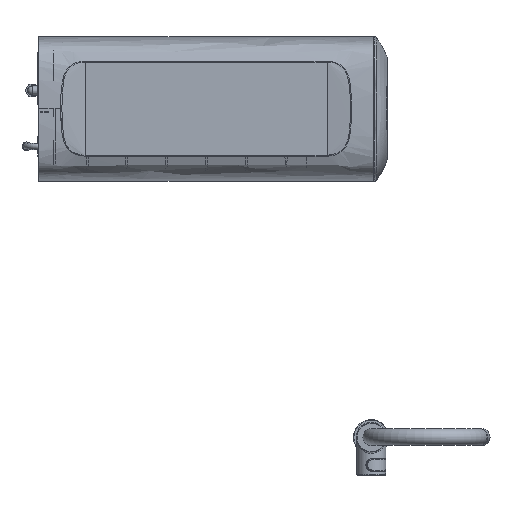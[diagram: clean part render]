
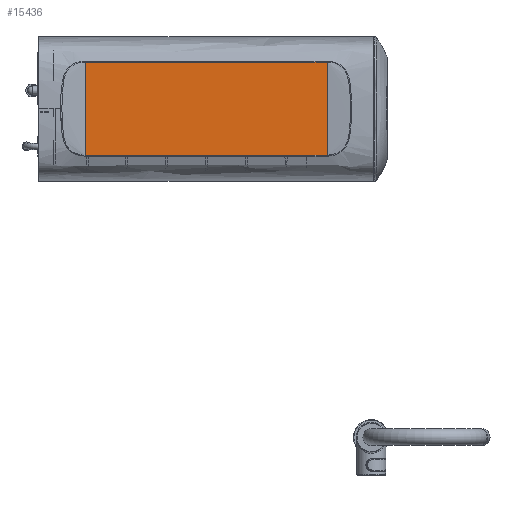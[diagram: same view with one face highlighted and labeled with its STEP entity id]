
A CAD part, top view. The second image highlights one B-rep face of the part: STEP entity #15436.
In plain terms, the highlighted planar face has unit normal (0, 0, 1).
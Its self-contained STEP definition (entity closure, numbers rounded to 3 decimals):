
#5487=ORIENTED_EDGE('',*,*,#8412,.T.);
#5488=ORIENTED_EDGE('',*,*,#8409,.T.);
#5489=ORIENTED_EDGE('',*,*,#8418,.T.);
#5490=ORIENTED_EDGE('',*,*,#8419,.T.);
#8409=EDGE_CURVE('',#10899,#10898,#12283,.T.);
#8412=EDGE_CURVE('',#10902,#10899,#12285,.T.);
#8418=EDGE_CURVE('',#10898,#10905,#12287,.T.);
#8419=EDGE_CURVE('',#10905,#10902,#12288,.T.);
#10898=VERTEX_POINT('',#45840);
#10899=VERTEX_POINT('',#45841);
#10902=VERTEX_POINT('',#45852);
#10905=VERTEX_POINT('',#46162);
#12283=LINE('',#45842,#13539);
#12285=LINE('',#45851,#13541);
#12287=LINE('',#46163,#13543);
#12288=LINE('',#46165,#13544);
#13539=VECTOR('',#19709,1000.);
#13541=VECTOR('',#19713,1000.);
#13543=VECTOR('',#19717,1000.);
#13544=VECTOR('',#19720,1000.);
#14087=EDGE_LOOP('',(#5487,#5488,#5489,#5490));
#14692=FACE_BOUND('',#14087,.T.);
#15008=PLANE('',#16834);
#15436=ADVANCED_FACE('',(#14692),#15008,.T.);
#16834=AXIS2_PLACEMENT_3D('',#46164,#19718,#19719);
#19709=DIRECTION('',(0.,1.,0.));
#19713=DIRECTION('',(1.,0.,0.));
#19717=DIRECTION('',(-1.,0.,0.));
#19718=DIRECTION('',(0.,0.,1.));
#19719=DIRECTION('',(0.,-1.,0.));
#19720=DIRECTION('',(0.,-1.,0.));
#45840=CARTESIAN_POINT('',(-82.713,545.817,460.975));
#45841=CARTESIAN_POINT('',(-82.713,417.083,460.975));
#45842=CARTESIAN_POINT('',(-82.713,417.083,460.975));
#45851=CARTESIAN_POINT('',(-417.189,417.083,460.975));
#45852=CARTESIAN_POINT('',(-417.189,417.083,460.975));
#46162=CARTESIAN_POINT('',(-417.189,545.817,460.975));
#46163=CARTESIAN_POINT('',(-82.713,545.817,460.975));
#46164=CARTESIAN_POINT('',(-450.649,558.703,460.975));
#46165=CARTESIAN_POINT('',(-417.189,545.817,460.975));
